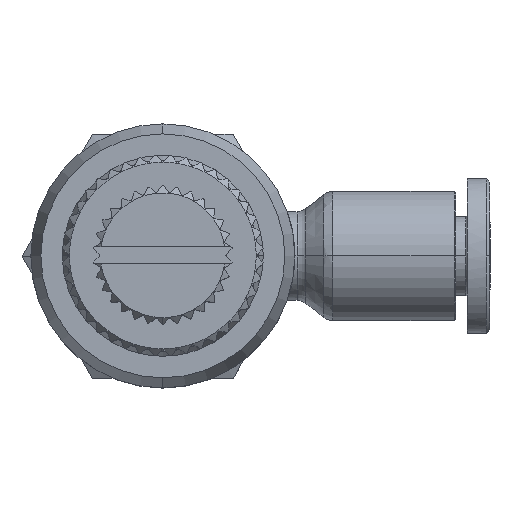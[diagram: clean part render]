
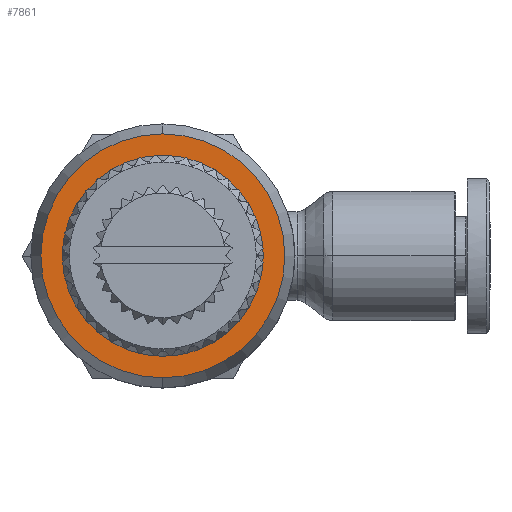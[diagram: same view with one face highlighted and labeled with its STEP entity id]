
A CAD part, top view. The second image highlights one B-rep face of the part: STEP entity #7861.
In plain terms, the highlighted face is planar.
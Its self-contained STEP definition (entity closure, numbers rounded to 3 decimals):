
#46 = EDGE_CURVE ( 'NONE', #8785, #5401, #21346, .T. ) ;
#279 = EDGE_CURVE ( 'NONE', #12478, #23499, #5778, .T. ) ;
#557 = CARTESIAN_POINT ( 'NONE',  ( -4.05, 0., -6.2 ) ) ;
#1336 = CARTESIAN_POINT ( 'NONE',  ( -5.6, 0., -6.2 ) ) ;
#2673 = DIRECTION ( 'NONE',  ( 0., 0., -1. ) ) ;
#2986 = EDGE_CURVE ( 'NONE', #5401, #8785, #10983, .T. ) ;
#3774 = AXIS2_PLACEMENT_3D ( 'NONE', #557, #2673, #13394 ) ;
#4655 = ORIENTED_EDGE ( 'NONE', *, *, #46, .F. ) ;
#4767 = CARTESIAN_POINT ( 'NONE',  ( 0.2, 8.5, -6.2 ) ) ;
#5107 = AXIS2_PLACEMENT_3D ( 'NONE', #9692, #13855, #20396 ) ;
#5401 = VERTEX_POINT ( 'NONE', #12918 ) ;
#5778 = CIRCLE ( 'NONE', #21277, 5.8 ) ;
#7016 = DIRECTION ( 'NONE',  ( 0., 0., 1. ) ) ;
#7861 = ADVANCED_FACE ( 'NONE', ( #13700, #15018 ), #23654, .T. ) ;
#8785 = VERTEX_POINT ( 'NONE', #4767 ) ;
#8958 = CARTESIAN_POINT ( 'NONE',  ( 6., 0., -6.2 ) ) ;
#9085 = AXIS2_PLACEMENT_3D ( 'NONE', #14881, #21418, #14789 ) ;
#9692 = CARTESIAN_POINT ( 'NONE',  ( 0.2, 0., -6.2 ) ) ;
#10491 = ORIENTED_EDGE ( 'NONE', *, *, #13270, .T. ) ;
#10983 = CIRCLE ( 'NONE', #5107, 8.5 ) ;
#11455 = DIRECTION ( 'NONE',  ( -1., 0., 0. ) ) ;
#12338 = CIRCLE ( 'NONE', #13134, 5.8 ) ;
#12478 = VERTEX_POINT ( 'NONE', #1336 ) ;
#12511 = EDGE_LOOP ( 'NONE', ( #17307, #10491 ) ) ;
#12918 = CARTESIAN_POINT ( 'NONE',  ( 0.2, -8.5, -6.2 ) ) ;
#13134 = AXIS2_PLACEMENT_3D ( 'NONE', #25747, #7016, #19849 ) ;
#13270 = EDGE_CURVE ( 'NONE', #23499, #12478, #12338, .T. ) ;
#13394 = DIRECTION ( 'NONE',  ( -1., 0., 0. ) ) ;
#13700 = FACE_BOUND ( 'NONE', #12511, .T. ) ;
#13855 = DIRECTION ( 'NONE',  ( 0., 0., 1. ) ) ;
#14789 = DIRECTION ( 'NONE',  ( 0., -1., 0. ) ) ;
#14881 = CARTESIAN_POINT ( 'NONE',  ( 0.2, 0., -6.2 ) ) ;
#14985 = EDGE_LOOP ( 'NONE', ( #20661, #4655 ) ) ;
#15018 = FACE_OUTER_BOUND ( 'NONE', #14985, .T. ) ;
#15869 = CARTESIAN_POINT ( 'NONE',  ( 0.2, 0., -6.2 ) ) ;
#17307 = ORIENTED_EDGE ( 'NONE', *, *, #279, .T. ) ;
#17819 = DIRECTION ( 'NONE',  ( 0., 0., 1. ) ) ;
#19849 = DIRECTION ( 'NONE',  ( -1., 0., 0. ) ) ;
#20396 = DIRECTION ( 'NONE',  ( 0., -1., 0. ) ) ;
#20661 = ORIENTED_EDGE ( 'NONE', *, *, #2986, .F. ) ;
#21277 = AXIS2_PLACEMENT_3D ( 'NONE', #15869, #17819, #11455 ) ;
#21346 = CIRCLE ( 'NONE', #9085, 8.5 ) ;
#21418 = DIRECTION ( 'NONE',  ( 0., 0., 1. ) ) ;
#23499 = VERTEX_POINT ( 'NONE', #8958 ) ;
#23654 = PLANE ( 'NONE',  #3774 ) ;
#25747 = CARTESIAN_POINT ( 'NONE',  ( 0.2, 0., -6.2 ) ) ;
